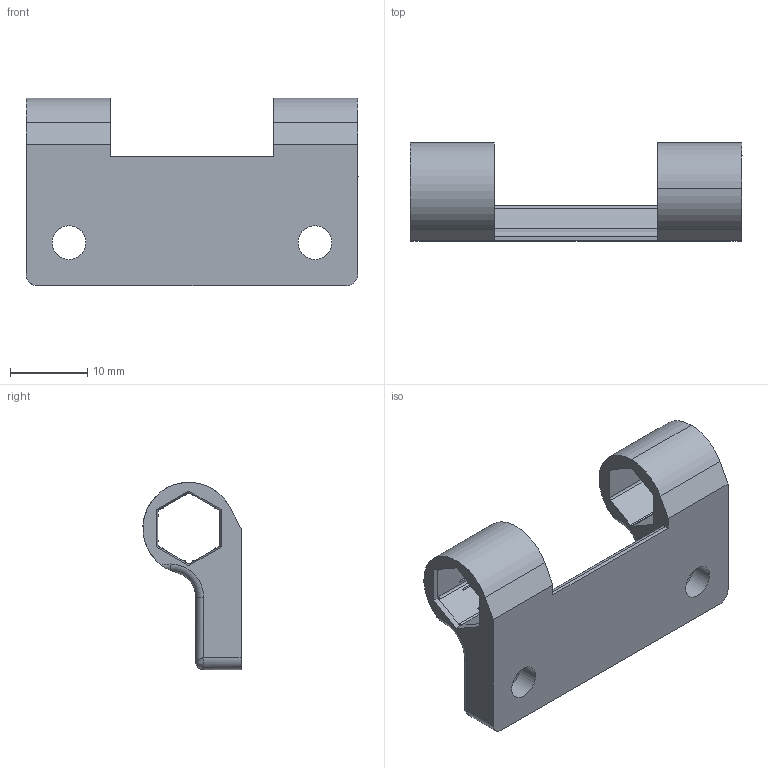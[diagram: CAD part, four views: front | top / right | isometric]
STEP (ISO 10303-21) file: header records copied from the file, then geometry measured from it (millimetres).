
FILE_DESCRIPTION (( 'STEP AP214' ), '1' );
FILE_NAME ('Southco-E6-10-301-20_E6_FIXED_HINGE_LEAF_CLF.STEP', '2021-07-25T19:34:22', ( '' ), ( '' ), 'SwSTEP 2.0', 'SolidWorks 2020', '' );
FILE_SCHEMA (( 'AUTOMOTIVE_DESIGN' ));
Length unit declared in the file: millimetre
Products named in the file (1): Southco-E6-10-301-20_E6_FIXED_HINGE_LEAF_CLF
Bounding box: 42.88 x 12.66 x 24.2 mm (x, y, z)
Volume: 3434.8 mm3; surface area: 3442.1 mm2
Topology: 1 solids, 1 shells, 138 faces, 382 edges, 242 vertices
Faces by surface type: cylinder 61, plane 55, torus 16, bspline 6
Entity records: 5396 total; most frequent: CARTESIAN_POINT 1925, ORIENTED_EDGE 756, DIRECTION 694, EDGE_CURVE 378, AXIS2_PLACEMENT_3D 247, VERTEX_POINT 242, LINE 200, VECTOR 200
